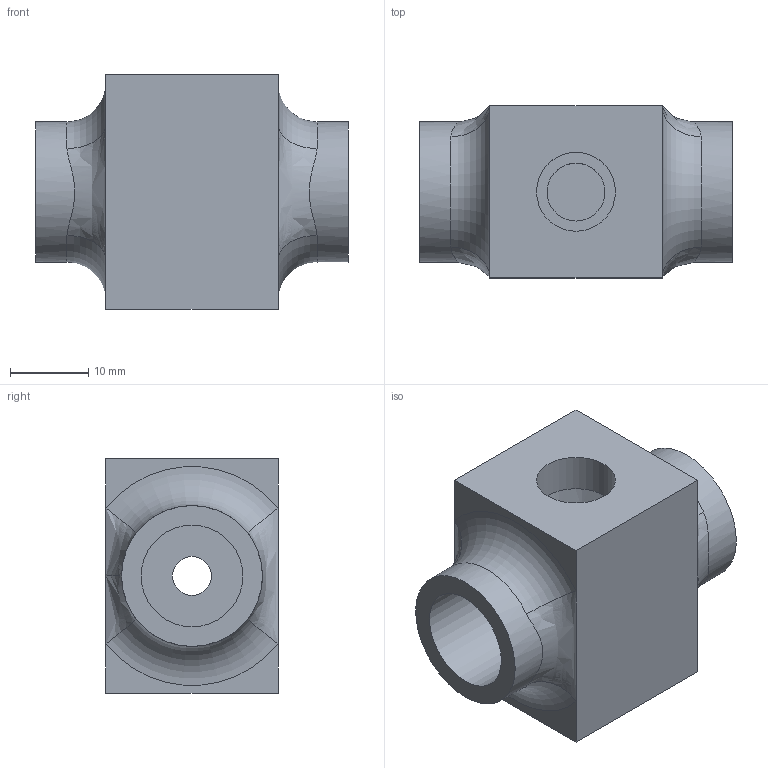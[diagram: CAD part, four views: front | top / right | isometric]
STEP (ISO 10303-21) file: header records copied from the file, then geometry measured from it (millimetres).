
FILE_DESCRIPTION(('STEP AP242'), '1');
FILE_NAME('膰豵鵨', '', ('UNSPECIFIED'), ('UNSPECIFIED'), 'C3D Converter', 'C3D Toolkit', '');
FILE_SCHEMA(('AP242_MANAGED_MODEL_BASED_3D_ENGINEERING_MIM_LF { 1 0 10303 442 1 1 4 }'));
Length unit declared in the file: millimetre
Bounding box: 40 x 22 x 30 mm (x, y, z)
Volume: 13107.3 mm3; surface area: 6584.8 mm2
Topology: 1 solids, 1 shells, 34 faces, 73 edges, 45 vertices
Faces by surface type: plane 15, cylinder 8, bspline 6, torus 4, cone 1
Full cylindrical faces by diameter (mm): 5 x2, 7.4 x1, 10.1 x1, 13 x2, 18 x2
Entity records: 2126 total; most frequent: CARTESIAN_POINT 1393, DIRECTION 144, ORIENTED_EDGE 126, EDGE_CURVE 63, AXIS2_PLACEMENT_3D 61, EDGE_LOOP 52, VERTEX_POINT 45, FACE_BOUND 37
